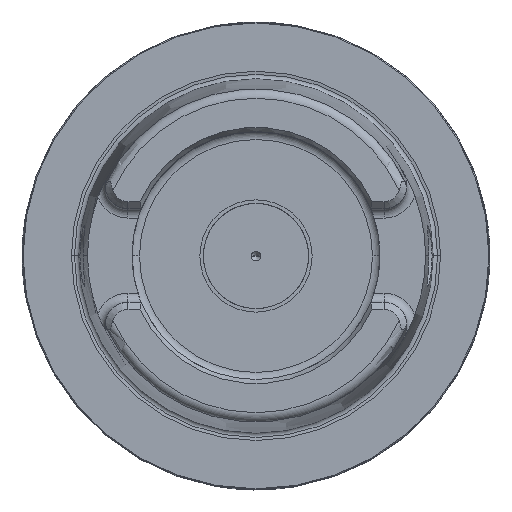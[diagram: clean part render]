
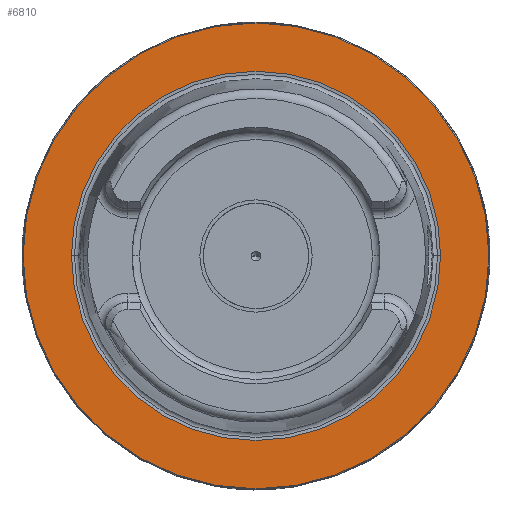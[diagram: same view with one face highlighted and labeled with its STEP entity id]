
A CAD part, top view. The second image highlights one B-rep face of the part: STEP entity #6810.
In plain terms, the highlighted planar face has unit normal (0, 0, 1).
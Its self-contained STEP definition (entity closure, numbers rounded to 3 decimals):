
#2320=CARTESIAN_POINT('',(0.,0.,0.));
#2321=DIRECTION('',(0.,0.,1.));
#2322=DIRECTION('',(1.,0.,0.));
#2323=AXIS2_PLACEMENT_3D('',#2320,#2321,#2322);
#2336=CARTESIAN_POINT('',(0.,0.,0.));
#2337=DIRECTION('',(0.,0.,-1.));
#2338=DIRECTION('',(1.,0.,0.));
#2339=AXIS2_PLACEMENT_3D('',#2336,#2337,#2338);
#2358=CARTESIAN_POINT('',(0.,0.,0.));
#2359=DIRECTION('',(0.,0.,1.));
#2360=DIRECTION('',(1.,0.,0.));
#2361=AXIS2_PLACEMENT_3D('',#2358,#2359,#2360);
#4825=CARTESIAN_POINT('',(0.,0.,0.));
#4826=DIRECTION('',(0.,0.,-1.));
#4827=DIRECTION('',(1.,0.,0.));
#4828=AXIS2_PLACEMENT_3D('',#4825,#4826,#4827);
#4885=CARTESIAN_POINT('',(39.464,0.,0.));
#4887=VERTEX_POINT('',#4885);
#4897=CARTESIAN_POINT('',(-39.464,0.,0.));
#4899=VERTEX_POINT('',#4897);
#4909=CARTESIAN_POINT('',(49.8,0.,0.));
#4910=CARTESIAN_POINT('',(-49.8,0.,0.));
#4911=VERTEX_POINT('',#4909);
#4912=VERTEX_POINT('',#4910);
#6794=CARTESIAN_POINT('',(0.,0.,0.));
#6795=DIRECTION('',(0.,0.,-1.));
#6796=DIRECTION('',(-1.,0.,0.));
#6797=AXIS2_PLACEMENT_3D('',#6794,#6795,#6796);
#6798=PLANE('',#6797);
#6799=ORIENTED_EDGE('',*,*,#6784,.F.);
#6801=ORIENTED_EDGE('',*,*,#6800,.T.);
#6802=EDGE_LOOP('',(#6799,#6801));
#6803=FACE_OUTER_BOUND('',#6802,.F.);
#6805=ORIENTED_EDGE('',*,*,#6804,.F.);
#6807=ORIENTED_EDGE('',*,*,#6806,.T.);
#6808=EDGE_LOOP('',(#6805,#6807));
#6809=FACE_BOUND('',#6808,.F.);
#2324=CIRCLE('',#2323,49.8);
#2340=CIRCLE('',#2339,39.464);
#2362=CIRCLE('',#2361,39.464);
#4829=CIRCLE('',#4828,49.8);
#6784=EDGE_CURVE('',#4911,#4912,#2324,.T.);
#6800=EDGE_CURVE('',#4911,#4912,#4829,.T.);
#6804=EDGE_CURVE('',#4887,#4899,#2340,.T.);
#6806=EDGE_CURVE('',#4887,#4899,#2362,.T.);
#6810=ADVANCED_FACE('',(#6803,#6809),#6798,.F.);
